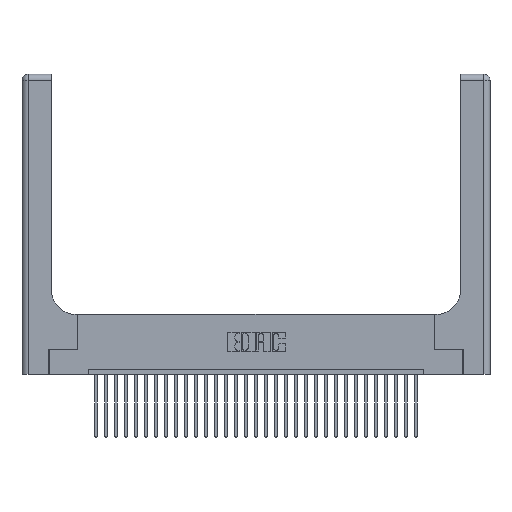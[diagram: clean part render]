
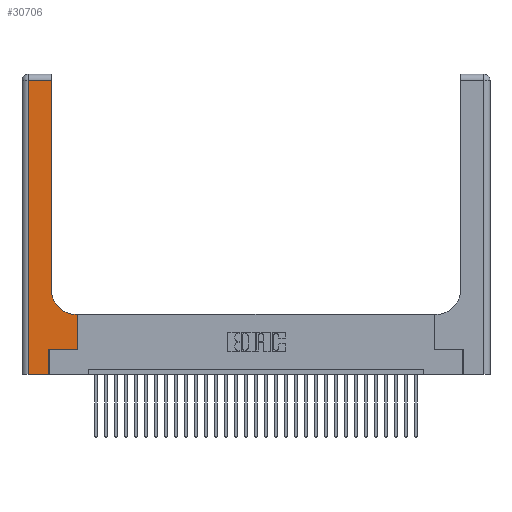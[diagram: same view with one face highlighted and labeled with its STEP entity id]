
A CAD part, top view. The second image highlights one B-rep face of the part: STEP entity #30706.
In plain terms, the highlighted planar face has unit normal (0, 0, 1).
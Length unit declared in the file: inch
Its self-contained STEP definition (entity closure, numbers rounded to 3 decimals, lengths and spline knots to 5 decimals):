
#108 = ORIENTED_EDGE ( 'NONE', *, *, #1492, .T. ) ;
#364 = ORIENTED_EDGE ( 'NONE', *, *, #2430, .T. ) ;
#769 = EDGE_CURVE ( 'NONE', #6462, #15190, #26569, .T. ) ;
#867 = VERTEX_POINT ( 'NONE', #24848 ) ;
#1063 = EDGE_CURVE ( 'NONE', #15190, #4859, #28881, .T. ) ;
#1429 = VERTEX_POINT ( 'NONE', #30362 ) ;
#1448 = LINE ( 'NONE', #15418, #29005 ) ;
#1492 = EDGE_CURVE ( 'NONE', #4859, #23397, #26199, .T. ) ;
#1880 = CARTESIAN_POINT ( 'NONE',  ( 0.06, 3., 0.37 ) ) ;
#2430 = EDGE_CURVE ( 'NONE', #1429, #3488, #4669, .T. ) ;
#2855 = VECTOR ( 'NONE', #17319, 39.37008 ) ;
#2863 = DIRECTION ( 'NONE',  ( -1., 0., 0. ) ) ;
#3074 = CARTESIAN_POINT ( 'NONE',  ( 0.2915, 0.6, 0.37 ) ) ;
#3488 = VERTEX_POINT ( 'NONE', #25313 ) ;
#4203 = EDGE_CURVE ( 'NONE', #867, #6462, #22222, .T. ) ;
#4215 = VECTOR ( 'NONE', #5711, 39.37008 ) ;
#4640 = ORIENTED_EDGE ( 'NONE', *, *, #769, .T. ) ;
#4669 = LINE ( 'NONE', #30891, #29543 ) ;
#4794 = EDGE_CURVE ( 'NONE', #23397, #19211, #27507, .T. ) ;
#4859 = VERTEX_POINT ( 'NONE', #24763 ) ;
#5711 = DIRECTION ( 'NONE',  ( 0., 1., 0. ) ) ;
#5867 = DIRECTION ( 'NONE',  ( 1., 0., 0. ) ) ;
#5958 = DIRECTION ( 'NONE',  ( -1., 0., 0. ) ) ;
#6462 = VERTEX_POINT ( 'NONE', #27463 ) ;
#7353 = ORIENTED_EDGE ( 'NONE', *, *, #4794, .T. ) ;
#7936 = DIRECTION ( 'NONE',  ( 0., 1., 0. ) ) ;
#8047 = EDGE_LOOP ( 'NONE', ( #4640, #10838, #108, #7353, #30182, #29996, #364, #18945, #17428 ) ) ;
#8114 = VECTOR ( 'NONE', #15378, 39.37008 ) ;
#8267 = VECTOR ( 'NONE', #5867, 39.37008 ) ;
#8662 = DIRECTION ( 'NONE',  ( 1., 0., 0. ) ) ;
#9101 = LINE ( 'NONE', #29814, #4215 ) ;
#10453 = CARTESIAN_POINT ( 'NONE',  ( 0.2915, 3., 0.37 ) ) ;
#10838 = ORIENTED_EDGE ( 'NONE', *, *, #1063, .T. ) ;
#11277 = EDGE_CURVE ( 'NONE', #27134, #1429, #1448, .T. ) ;
#11433 = FACE_OUTER_BOUND ( 'NONE', #8047, .T. ) ;
#12465 = CARTESIAN_POINT ( 'NONE',  ( 0., 2.94, 0.37 ) ) ;
#13675 = CARTESIAN_POINT ( 'NONE',  ( 0.5415, 0.85, 0.37 ) ) ;
#14978 = LINE ( 'NONE', #3074, #31173 ) ;
#15190 = VERTEX_POINT ( 'NONE', #23391 ) ;
#15378 = DIRECTION ( 'NONE',  ( 0., 1., 0. ) ) ;
#15418 = CARTESIAN_POINT ( 'NONE',  ( 0.269, 0.25, 0.37 ) ) ;
#15438 = DIRECTION ( 'NONE',  ( 0., 0., -1. ) ) ;
#17319 = DIRECTION ( 'NONE',  ( -1., 0., 0. ) ) ;
#17428 = ORIENTED_EDGE ( 'NONE', *, *, #4203, .T. ) ;
#18945 = ORIENTED_EDGE ( 'NONE', *, *, #23453, .T. ) ;
#19211 = VERTEX_POINT ( 'NONE', #21086 ) ;
#19787 = VECTOR ( 'NONE', #20973, 39.37008 ) ;
#20375 = CARTESIAN_POINT ( 'NONE',  ( 0., 0., 0.37 ) ) ;
#20930 = DIRECTION ( 'NONE',  ( 1., 0., 0. ) ) ;
#20973 = DIRECTION ( 'NONE',  ( 0., -1., 0. ) ) ;
#21086 = CARTESIAN_POINT ( 'NONE',  ( 0.269, 0., 0.37 ) ) ;
#22222 = CIRCLE ( 'NONE', #29898, 0.25 ) ;
#23391 = CARTESIAN_POINT ( 'NONE',  ( 0.2915, 2.94, 0.37 ) ) ;
#23397 = VERTEX_POINT ( 'NONE', #24592 ) ;
#23453 = EDGE_CURVE ( 'NONE', #3488, #867, #14978, .T. ) ;
#24339 = CARTESIAN_POINT ( 'NONE',  ( 0.269, 0.25, 0.37 ) ) ;
#24592 = CARTESIAN_POINT ( 'NONE',  ( 0.06, 0., 0.37 ) ) ;
#24763 = CARTESIAN_POINT ( 'NONE',  ( 0.06, 2.94, 0.37 ) ) ;
#24848 = CARTESIAN_POINT ( 'NONE',  ( 0.5415, 0.6, 0.37 ) ) ;
#25313 = CARTESIAN_POINT ( 'NONE',  ( 0.5585, 0.6, 0.37 ) ) ;
#26199 = LINE ( 'NONE', #1880, #19787 ) ;
#26569 = LINE ( 'NONE', #10453, #8114 ) ;
#27106 = AXIS2_PLACEMENT_3D ( 'NONE', #29879, #15438, #5958 ) ;
#27134 = VERTEX_POINT ( 'NONE', #24339 ) ;
#27463 = CARTESIAN_POINT ( 'NONE',  ( 0.2915, 0.85, 0.37 ) ) ;
#27507 = LINE ( 'NONE', #20375, #8267 ) ;
#27802 = EDGE_CURVE ( 'NONE', #19211, #27134, #9101, .T. ) ;
#28881 = LINE ( 'NONE', #12465, #2855 ) ;
#29005 = VECTOR ( 'NONE', #8662, 39.37008 ) ;
#29543 = VECTOR ( 'NONE', #7936, 39.37008 ) ;
#29814 = CARTESIAN_POINT ( 'NONE',  ( 0.269, 0., 0.37 ) ) ;
#29879 = CARTESIAN_POINT ( 'NONE',  ( 0., 3., 0.37 ) ) ;
#29898 = AXIS2_PLACEMENT_3D ( 'NONE', #13675, #30508, #20930 ) ;
#29996 = ORIENTED_EDGE ( 'NONE', *, *, #11277, .T. ) ;
#30168 = PLANE ( 'NONE',  #27106 ) ;
#30182 = ORIENTED_EDGE ( 'NONE', *, *, #27802, .T. ) ;
#30362 = CARTESIAN_POINT ( 'NONE',  ( 0.5585, 0.25, 0.37 ) ) ;
#30508 = DIRECTION ( 'NONE',  ( 0., 0., -1. ) ) ;
#30706 = ADVANCED_FACE ( 'NONE', ( #11433 ), #30168, .F. ) ;
#30891 = CARTESIAN_POINT ( 'NONE',  ( 0.5585, 0.25, 0.37 ) ) ;
#31173 = VECTOR ( 'NONE', #2863, 39.37008 ) ;
